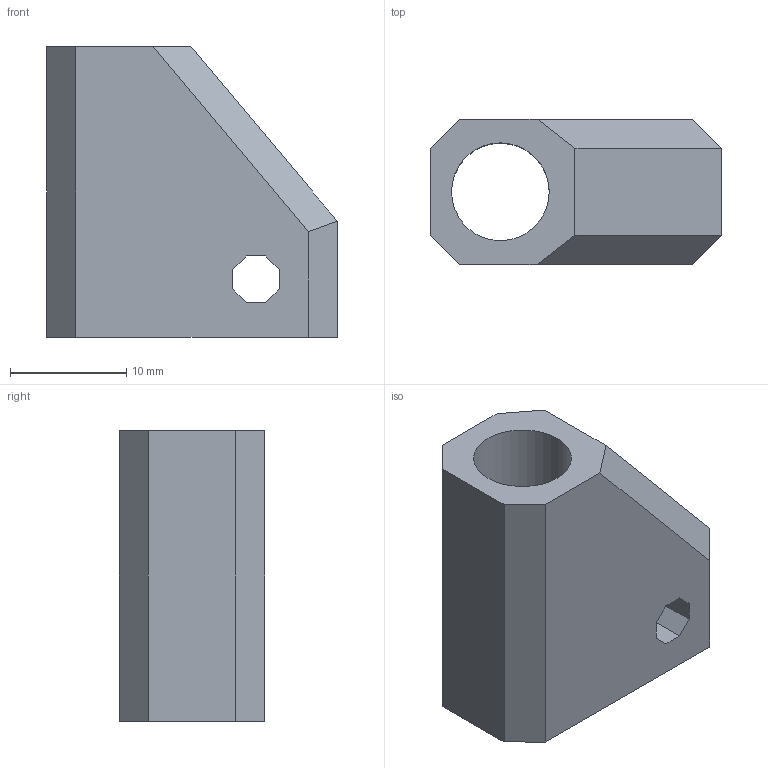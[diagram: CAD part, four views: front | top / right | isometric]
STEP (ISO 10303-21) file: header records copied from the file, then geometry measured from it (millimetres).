
FILE_DESCRIPTION (( 'STEP AP214' ), '1' );
FILE_NAME ('Caster_Hub_M8-M4_1.0.STEP', '2012-09-23T12:11:14', ( ' ' ), ( ' ' ), 'SwSTEP 2.0', 'SolidWorks 2011', '' );
FILE_SCHEMA (( 'AUTOMOTIVE_DESIGN' ));
Length unit declared in the file: millimetre
Products named in the file (1): Caster_Hub_M8-M4_1.0
Bounding box: 25 x 12.5 x 25 mm (x, y, z)
Volume: 4739.7 mm3; surface area: 2712.7 mm2
Topology: 1 solids, 1 shells, 23 faces, 61 edges, 40 vertices
Faces by surface type: plane 21, cylinder 2
Entity records: 745 total; most frequent: CARTESIAN_POINT 125, ORIENTED_EDGE 122, DIRECTION 113, EDGE_CURVE 61, LINE 57, VECTOR 57, VERTEX_POINT 40, AXIS2_PLACEMENT_3D 28
